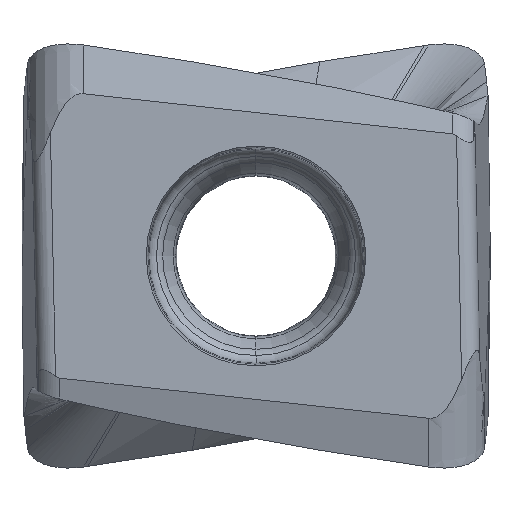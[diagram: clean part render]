
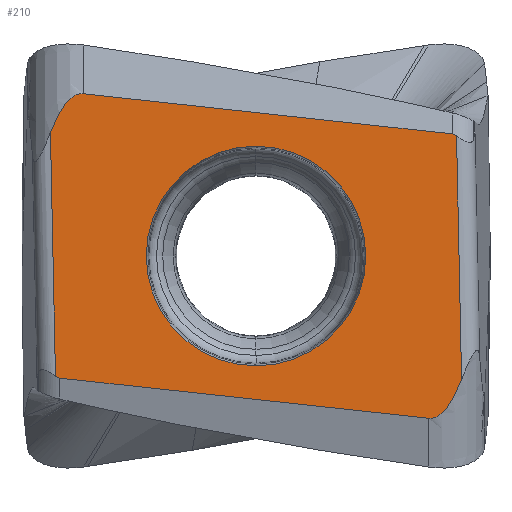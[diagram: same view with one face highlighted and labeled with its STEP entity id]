
A CAD part, front view. The second image highlights one B-rep face of the part: STEP entity #210.
In plain terms, the highlighted planar face has unit normal (0, -1, 0).
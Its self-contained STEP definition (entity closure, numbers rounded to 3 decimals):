
#63=FACE_BOUND('',#472,.T.);
#64=FACE_BOUND('',#473,.T.);
#151=PLANE('',#2508);
#210=ADVANCED_FACE('',(#63,#64),#151,.T.);
#472=EDGE_LOOP('',(#1031,#1032,#1033,#1034,#1035,#1036,#1037,#1038));
#473=EDGE_LOOP('',(#1039,#1040,#1041,#1042));
#578=LINE('',#3870,#686);
#604=LINE('',#5961,#712);
#605=LINE('',#5970,#713);
#606=LINE('',#5991,#714);
#686=VECTOR('',#2692,1.);
#712=VECTOR('',#2730,1.);
#713=VECTOR('',#2731,1.);
#714=VECTOR('',#2732,1.);
#1031=ORIENTED_EDGE('',*,*,#1761,.F.);
#1032=ORIENTED_EDGE('',*,*,#1765,.T.);
#1033=ORIENTED_EDGE('',*,*,#1703,.F.);
#1034=ORIENTED_EDGE('',*,*,#1845,.F.);
#1035=ORIENTED_EDGE('',*,*,#1846,.F.);
#1036=ORIENTED_EDGE('',*,*,#1847,.T.);
#1037=ORIENTED_EDGE('',*,*,#1848,.F.);
#1038=ORIENTED_EDGE('',*,*,#1849,.F.);
#1039=ORIENTED_EDGE('',*,*,#1850,.T.);
#1040=ORIENTED_EDGE('',*,*,#1851,.T.);
#1041=ORIENTED_EDGE('',*,*,#1852,.T.);
#1042=ORIENTED_EDGE('',*,*,#1853,.T.);
#1477=VERTEX_POINT('',#3315);
#1478=VERTEX_POINT('',#3334);
#1524=VERTEX_POINT('',#3838);
#1525=VERTEX_POINT('',#3839);
#1573=VERTEX_POINT('',#5962);
#1574=VERTEX_POINT('',#5969);
#1575=VERTEX_POINT('',#5971);
#1576=VERTEX_POINT('',#5990);
#1577=VERTEX_POINT('',#5993);
#1578=VERTEX_POINT('',#5994);
#1579=VERTEX_POINT('',#5996);
#1580=VERTEX_POINT('',#5998);
#1703=EDGE_CURVE('',#1477,#1478,#2081,.T.);
#1761=EDGE_CURVE('',#1524,#1525,#2117,.T.);
#1765=EDGE_CURVE('',#1524,#1478,#578,.T.);
#1845=EDGE_CURVE('',#1573,#1477,#604,.T.);
#1846=EDGE_CURVE('',#1574,#1573,#2174,.T.);
#1847=EDGE_CURVE('',#1574,#1575,#605,.T.);
#1848=EDGE_CURVE('',#1576,#1575,#2175,.T.);
#1849=EDGE_CURVE('',#1525,#1576,#606,.T.);
#1850=EDGE_CURVE('',#1577,#1578,#2333,.T.);
#1851=EDGE_CURVE('',#1578,#1579,#2334,.T.);
#1852=EDGE_CURVE('',#1579,#1580,#2335,.T.);
#1853=EDGE_CURVE('',#1580,#1577,#2336,.T.);
#2081=B_SPLINE_CURVE_WITH_KNOTS('',3,(#3316,#3317,#3318,#3319,#3320,#3321,
#3322,#3323,#3324,#3325,#3326,#3327,#3328,#3329,#3330,#3331,#3332,#3333),
 .UNSPECIFIED.,.F.,.F.,(4,1,1,1,1,1,1,1,1,1,1,1,1,1,1,4),(0.,0.067,
0.133,0.2,0.267,0.333,0.4,0.467,
0.533,0.6,0.667,0.733,0.8,0.867,
0.933,1.),.UNSPECIFIED.);
#2117=B_SPLINE_CURVE_WITH_KNOTS('',3,(#3832,#3833,#3834,#3835,#3836,#3837),
 .UNSPECIFIED.,.F.,.F.,(4,1,1,4),(0.,0.333,0.667,1.),
 .UNSPECIFIED.);
#2174=B_SPLINE_CURVE_WITH_KNOTS('',3,(#5963,#5964,#5965,#5966,#5967,#5968),
 .UNSPECIFIED.,.F.,.F.,(4,1,1,4),(0.,0.333,0.667,1.),
 .UNSPECIFIED.);
#2175=B_SPLINE_CURVE_WITH_KNOTS('',3,(#5972,#5973,#5974,#5975,#5976,#5977,
#5978,#5979,#5980,#5981,#5982,#5983,#5984,#5985,#5986,#5987,#5988,#5989),
 .UNSPECIFIED.,.F.,.F.,(4,1,1,1,1,1,1,1,1,1,1,1,1,1,1,4),(0.,0.067,
0.133,0.2,0.267,0.333,0.4,0.467,
0.533,0.6,0.667,0.733,0.8,0.867,
0.933,1.),.UNSPECIFIED.);
#2333=CIRCLE('',#2504,2.058);
#2334=CIRCLE('',#2505,2.058);
#2335=CIRCLE('',#2506,2.058);
#2336=CIRCLE('',#2507,2.058);
#2504=AXIS2_PLACEMENT_3D('',#5992,#2733,#2734);
#2505=AXIS2_PLACEMENT_3D('',#5995,#2735,#2736);
#2506=AXIS2_PLACEMENT_3D('',#5997,#2737,#2738);
#2507=AXIS2_PLACEMENT_3D('',#5999,#2739,#2740);
#2508=AXIS2_PLACEMENT_3D('',#6000,#2741,#2742);
#2692=DIRECTION('',(-0.994,0.,0.108));
#2730=DIRECTION('',(-0.021,0.,1.));
#2731=DIRECTION('',(0.994,0.,-0.108));
#2732=DIRECTION('',(0.021,0.,-1.));
#2733=DIRECTION('',(0.,1.,0.));
#2734=DIRECTION('',(-0.008,0.,-1.));
#2735=DIRECTION('',(0.,1.,0.));
#2736=DIRECTION('',(0.,0.,1.));
#2737=DIRECTION('',(0.,1.,0.));
#2738=DIRECTION('',(0.008,0.,1.));
#2739=DIRECTION('',(0.,1.,0.));
#2740=DIRECTION('',(0.,0.,-1.));
#2741=DIRECTION('',(0.,-1.,0.));
#2742=DIRECTION('',(1.,0.,0.021));
#3315=CARTESIAN_POINT('',(-3.854,0.,2.315));
#3316=CARTESIAN_POINT('',(-3.854,0.,2.315));
#3317=CARTESIAN_POINT('',(-3.837,0.,2.36));
#3318=CARTESIAN_POINT('',(-3.804,0.,2.444));
#3319=CARTESIAN_POINT('',(-3.755,0.,2.555));
#3320=CARTESIAN_POINT('',(-3.706,0.,2.651));
#3321=CARTESIAN_POINT('',(-3.658,0.,2.734));
#3322=CARTESIAN_POINT('',(-3.611,0.,2.804));
#3323=CARTESIAN_POINT('',(-3.565,0.,2.864));
#3324=CARTESIAN_POINT('',(-3.521,0.,2.913));
#3325=CARTESIAN_POINT('',(-3.478,0.,2.953));
#3326=CARTESIAN_POINT('',(-3.437,0.,2.984));
#3327=CARTESIAN_POINT('',(-3.399,0.,3.007));
#3328=CARTESIAN_POINT('',(-3.363,0.,3.023));
#3329=CARTESIAN_POINT('',(-3.329,0.,3.034));
#3330=CARTESIAN_POINT('',(-3.296,0.,3.041));
#3331=CARTESIAN_POINT('',(-3.264,0.,3.043));
#3332=CARTESIAN_POINT('',(-3.242,0.,3.042));
#3333=CARTESIAN_POINT('',(-3.231,0.,3.041));
#3334=CARTESIAN_POINT('',(-3.231,0.,3.041));
#3832=CARTESIAN_POINT('',(3.675,0.,2.29));
#3833=CARTESIAN_POINT('',(3.684,0.,2.289));
#3834=CARTESIAN_POINT('',(3.702,0.,2.285));
#3835=CARTESIAN_POINT('',(3.731,0.,2.272));
#3836=CARTESIAN_POINT('',(3.75,0.,2.26));
#3837=CARTESIAN_POINT('',(3.759,0.,2.253));
#3838=CARTESIAN_POINT('',(3.675,0.,2.29));
#3839=CARTESIAN_POINT('',(3.759,0.,2.253));
#3870=CARTESIAN_POINT('',(3.675,0.,2.29));
#5961=CARTESIAN_POINT('',(-3.759,0.,-2.253));
#5962=CARTESIAN_POINT('',(-3.759,0.,-2.253));
#5963=CARTESIAN_POINT('',(-3.675,0.,-2.29));
#5964=CARTESIAN_POINT('',(-3.684,0.,-2.289));
#5965=CARTESIAN_POINT('',(-3.702,0.,-2.285));
#5966=CARTESIAN_POINT('',(-3.731,0.,-2.272));
#5967=CARTESIAN_POINT('',(-3.75,0.,-2.26));
#5968=CARTESIAN_POINT('',(-3.759,0.,-2.253));
#5969=CARTESIAN_POINT('',(-3.675,0.,-2.29));
#5970=CARTESIAN_POINT('',(-3.675,0.,-2.29));
#5971=CARTESIAN_POINT('',(3.231,0.,-3.041));
#5972=CARTESIAN_POINT('',(3.854,0.,-2.315));
#5973=CARTESIAN_POINT('',(3.837,0.,-2.36));
#5974=CARTESIAN_POINT('',(3.804,0.,-2.444));
#5975=CARTESIAN_POINT('',(3.755,0.,-2.555));
#5976=CARTESIAN_POINT('',(3.706,0.,-2.651));
#5977=CARTESIAN_POINT('',(3.658,0.,-2.734));
#5978=CARTESIAN_POINT('',(3.611,0.,-2.804));
#5979=CARTESIAN_POINT('',(3.565,0.,-2.864));
#5980=CARTESIAN_POINT('',(3.521,0.,-2.913));
#5981=CARTESIAN_POINT('',(3.478,0.,-2.953));
#5982=CARTESIAN_POINT('',(3.437,0.,-2.984));
#5983=CARTESIAN_POINT('',(3.399,0.,-3.007));
#5984=CARTESIAN_POINT('',(3.363,0.,-3.023));
#5985=CARTESIAN_POINT('',(3.329,0.,-3.034));
#5986=CARTESIAN_POINT('',(3.296,0.,-3.041));
#5987=CARTESIAN_POINT('',(3.264,0.,-3.043));
#5988=CARTESIAN_POINT('',(3.242,0.,-3.042));
#5989=CARTESIAN_POINT('',(3.231,0.,-3.041));
#5990=CARTESIAN_POINT('',(3.854,0.,-2.315));
#5991=CARTESIAN_POINT('',(3.759,0.,2.253));
#5992=CARTESIAN_POINT('',(0.,0.,0.));
#5993=CARTESIAN_POINT('',(-0.016,0.,-2.058));
#5994=CARTESIAN_POINT('',(0.,0.,2.058));
#5995=CARTESIAN_POINT('',(0.,0.,0.));
#5996=CARTESIAN_POINT('',(0.016,0.,2.058));
#5997=CARTESIAN_POINT('',(0.,0.,0.));
#5998=CARTESIAN_POINT('',(0.,0.,-2.058));
#5999=CARTESIAN_POINT('',(0.,0.,0.));
#6000=CARTESIAN_POINT('',(-3.659,0.,-7.077));
